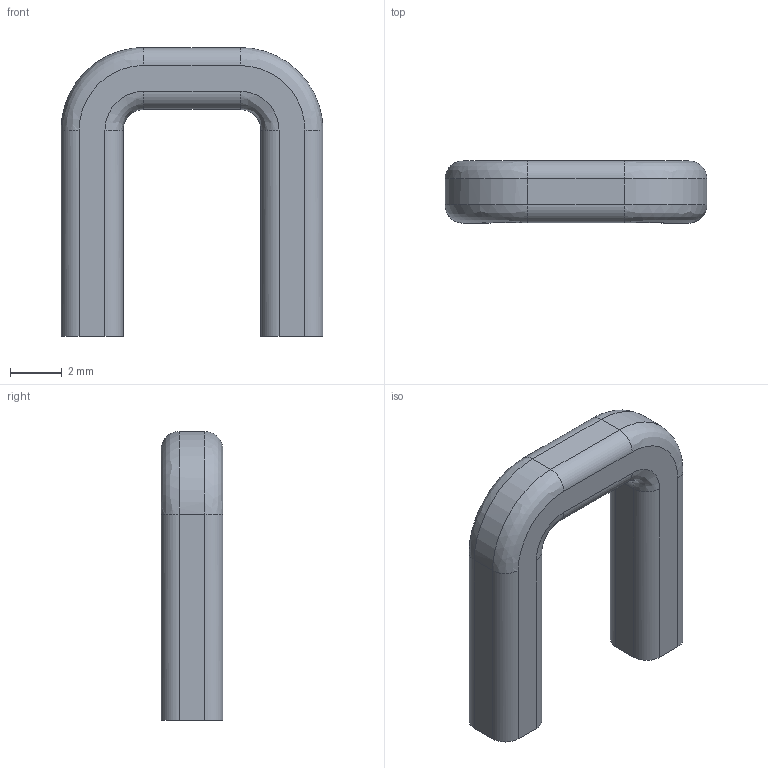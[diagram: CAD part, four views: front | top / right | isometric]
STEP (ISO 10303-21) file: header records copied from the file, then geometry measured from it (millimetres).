
FILE_DESCRIPTION(/* description */ (''),/* implementation_level */ '2;1');
FILE_NAME(/* name */ 'BASE_C~1',/* time_stamp */ '2018-03-11T19:49:37+01:00',/* author */ (''),/* organization */ (''),/* preprocessor_version */ 'ST-DEVELOPER v15',/* originating_system */ '',/* authorisation */ '');
FILE_SCHEMA (('AUTOMOTIVE_DESIGN'));
Length unit declared in the file: millimetre
Products named in the file (1): Document
Bounding box: 10.15 x 2.4 x 11.2 mm (x, y, z)
Volume: 139 mm3; surface area: 229.3 mm2
Topology: 1 solids, 1 shells, 34 faces, 80 edges, 48 vertices
Faces by surface type: bspline 24, plane 10
Entity records: 1681 total; most frequent: CARTESIAN_POINT 1196, ORIENTED_EDGE 160, EDGE_CURVE 80, VERTEX_POINT 48, B_SPLINE_CURVE_WITH_KNOTS 40, ADVANCED_FACE 34, FACE_OUTER_BOUND 34, EDGE_LOOP 34
